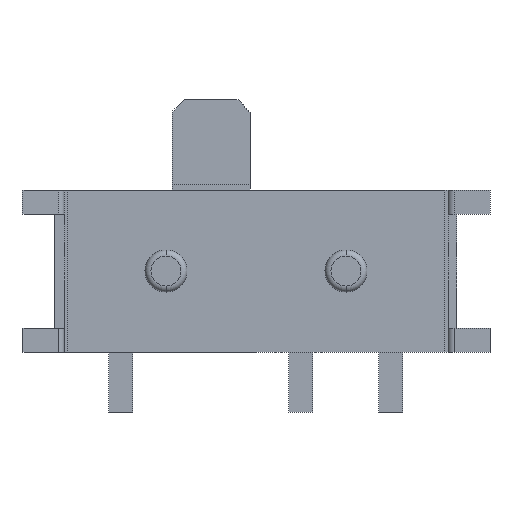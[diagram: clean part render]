
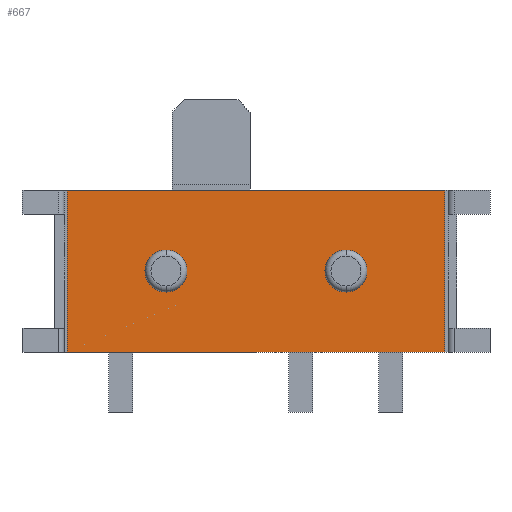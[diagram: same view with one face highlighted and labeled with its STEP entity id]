
A CAD part, front view. The second image highlights one B-rep face of the part: STEP entity #667.
In plain terms, the highlighted planar face has unit normal (0, -1, 0).
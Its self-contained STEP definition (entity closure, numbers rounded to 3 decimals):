
#48 = DIRECTION ( 'NONE',  ( 0., 0., 1. ) ) ;
#129 = VECTOR ( 'NONE', #5245, 1000. ) ;
#321 = DIRECTION ( 'NONE',  ( 0., 0., 1. ) ) ;
#347 = AXIS2_PLACEMENT_3D ( 'NONE', #4988, #5428, #1373 ) ;
#375 = VECTOR ( 'NONE', #3824, 1000. ) ;
#489 = CARTESIAN_POINT ( 'NONE',  ( -3.35, -0.7, 1.35 ) ) ;
#525 = CARTESIAN_POINT ( 'NONE',  ( 3.15, -0.7, -1.35 ) ) ;
#529 = EDGE_CURVE ( 'NONE', #1035, #3255, #4072, .T. ) ;
#663 = LINE ( 'NONE', #749, #1148 ) ;
#667 = ADVANCED_FACE ( 'NONE', ( #1779 ), #3025, .F. ) ;
#749 = CARTESIAN_POINT ( 'NONE',  ( -3.15, -0.7, -1.35 ) ) ;
#795 = EDGE_CURVE ( 'NONE', #1035, #4789, #4492, .T. ) ;
#1025 = EDGE_LOOP ( 'NONE', ( #4268, #2424, #3896, #2948 ) ) ;
#1035 = VERTEX_POINT ( 'NONE', #5384 ) ;
#1148 = VECTOR ( 'NONE', #321, 1000. ) ;
#1156 = LINE ( 'NONE', #489, #375 ) ;
#1373 = DIRECTION ( 'NONE',  ( 0., 0., 1. ) ) ;
#1769 = VERTEX_POINT ( 'NONE', #4901 ) ;
#1779 = FACE_OUTER_BOUND ( 'NONE', #1025, .T. ) ;
#2051 = CARTESIAN_POINT ( 'NONE',  ( -3.35, -0.7, -1.35 ) ) ;
#2287 = EDGE_CURVE ( 'NONE', #3255, #1769, #663, .T. ) ;
#2360 = EDGE_CURVE ( 'NONE', #1769, #4789, #1156, .T. ) ;
#2424 = ORIENTED_EDGE ( 'NONE', *, *, #529, .F. ) ;
#2948 = ORIENTED_EDGE ( 'NONE', *, *, #2360, .F. ) ;
#3025 = PLANE ( 'NONE',  #347 ) ;
#3074 = CARTESIAN_POINT ( 'NONE',  ( -3.15, -0.7, -1.35 ) ) ;
#3255 = VERTEX_POINT ( 'NONE', #3074 ) ;
#3824 = DIRECTION ( 'NONE',  ( 1., 0., 0. ) ) ;
#3896 = ORIENTED_EDGE ( 'NONE', *, *, #795, .T. ) ;
#4072 = LINE ( 'NONE', #2051, #129 ) ;
#4268 = ORIENTED_EDGE ( 'NONE', *, *, #2287, .F. ) ;
#4492 = LINE ( 'NONE', #525, #4825 ) ;
#4616 = CARTESIAN_POINT ( 'NONE',  ( 3.15, -0.7, 1.35 ) ) ;
#4789 = VERTEX_POINT ( 'NONE', #4616 ) ;
#4825 = VECTOR ( 'NONE', #48, 1000. ) ;
#4901 = CARTESIAN_POINT ( 'NONE',  ( -3.15, -0.7, 1.35 ) ) ;
#4988 = CARTESIAN_POINT ( 'NONE',  ( 0., -0.7, 0. ) ) ;
#5245 = DIRECTION ( 'NONE',  ( -1., 0., 0. ) ) ;
#5384 = CARTESIAN_POINT ( 'NONE',  ( 3.15, -0.7, -1.35 ) ) ;
#5428 = DIRECTION ( 'NONE',  ( 0., 1., 0. ) ) ;
